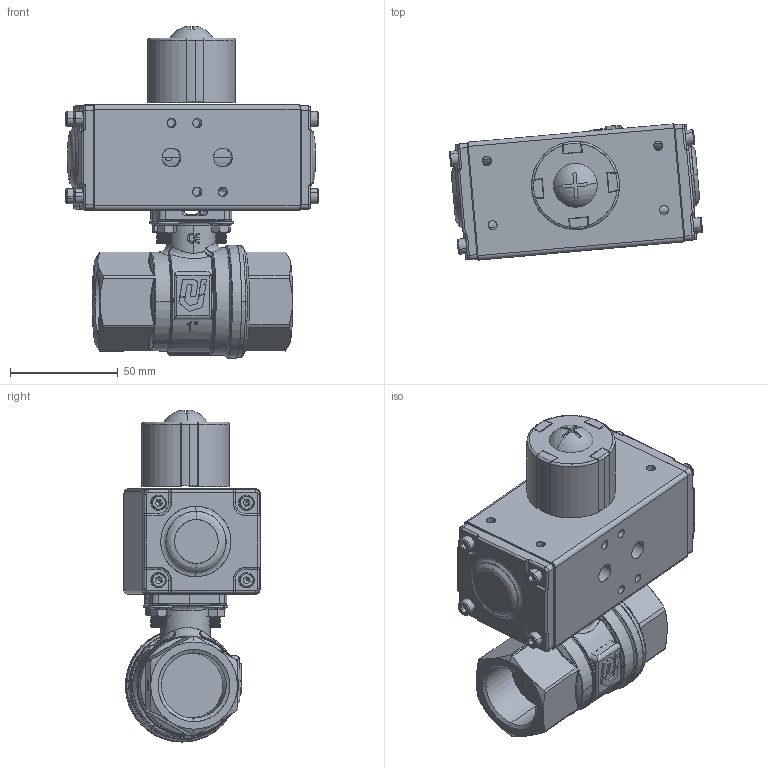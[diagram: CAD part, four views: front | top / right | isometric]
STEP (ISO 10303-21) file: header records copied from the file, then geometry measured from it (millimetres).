
FILE_DESCRIPTION (( 'STEP AP214' ), '1' );
FILE_NAME ('PK01_DN25_doppeltwirkend (PK01000005).STEP', '2022-01-14T13:20:21', ( '' ), ( '' ), 'SwSTEP 2.0', 'SolidWorks 2021', '' );
FILE_SCHEMA (( 'AUTOMOTIVE_DESIGN' ));
Length unit declared in the file: metre
Products named in the file (1): PK01_DN25_doppeltwirkend (PK01000005)
Bounding box: 117.71 x 63.28 x 154.4 mm (x, y, z)
Surface area: 71033.2 mm2 (no closed solid volume)
Topology: 0 solids, 772 shells, 1078 faces, 4849 edges, 4515 vertices
Faces by surface type: plane 325, cylinder 289, bspline 256, cone 198, torus 8, sphere 2
Entity records: 86829 total; most frequent: CARTESIAN_POINT 39633, DIRECTION 6279, ORIENTED_EDGE 5534, EDGE_CURVE 4827, VERTEX_POINT 4515, AXIS2_PLACEMENT_3D 2127, VECTOR 2025, LINE 2025
